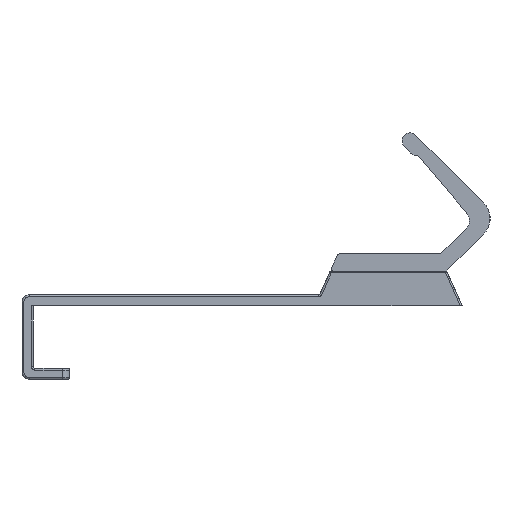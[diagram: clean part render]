
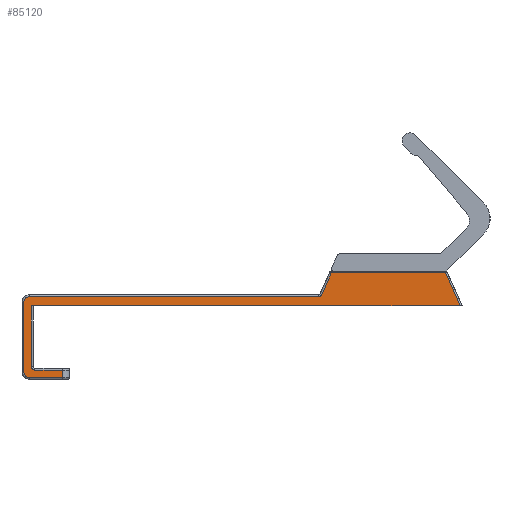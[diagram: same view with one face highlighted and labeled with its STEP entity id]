
A CAD part, left-side view. The second image highlights one B-rep face of the part: STEP entity #85120.
In plain terms, the highlighted planar face has unit normal (-1, 0, 0).
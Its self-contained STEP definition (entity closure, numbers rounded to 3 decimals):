
#56290=CARTESIAN_POINT('',(-125.,-35.766,-8.5));
#56300=VERTEX_POINT('',#56290);
#56330=CARTESIAN_POINT('',(-125.,-38.396,-2.593));
#56340=DIRECTION('',(0.,-0.407,0.914));
#56350=VECTOR('',#56340,1.);
#56360=LINE('',#56330,#56350);
#56370=CARTESIAN_POINT('',(-125.,-38.396,-2.593));
#56380=VERTEX_POINT('',#56370);
#56390=EDGE_CURVE('',#56300,#56380,#56360,.T.);
#62480=CARTESIAN_POINT('',(-125.,-20.223,-8.5));
#62490=DIRECTION('',(0.,-1.,0.));
#62500=VECTOR('',#62490,1.);
#62510=LINE('',#62480,#62500);
#62520=CARTESIAN_POINT('',(-125.,-4.679,-8.5));
#62530=VERTEX_POINT('',#62520);
#62540=EDGE_CURVE('',#62530,#56300,#62510,.T.);
#63110=CARTESIAN_POINT('',(-125.,-0.672,0.5));
#63120=VERTEX_POINT('',#63110);
#63150=CARTESIAN_POINT('',(-125.,-0.004,2.))
;
#63160=DIRECTION('',(0.,0.407,0.914));
#63170=VECTOR('',#63160,1.);
#63180=LINE('',#63150,#63170);
#63190=EDGE_CURVE('',#62530,#63120,#63180,.T.);
#65100=CARTESIAN_POINT('',(-125.,-117.625,0.5));
#65110=VERTEX_POINT('',#65100);
#65140=CARTESIAN_POINT('',(-125.,0.,0.5
));
#65150=DIRECTION('',(0.,-1.,0.));
#65160=VECTOR('',#65150,1.);
#65170=LINE('',#65140,#65160);
#65180=EDGE_CURVE('',#63120,#65110,#65170,.T.);
#75790=CARTESIAN_POINT('',(-125.,-39.309,-3.));
#75800=DIRECTION('',(1.,0.,0.));
#75810=DIRECTION('',(0.,0.,1.));
#75820=AXIS2_PLACEMENT_3D('',#75790,#75800,#75810);
#75830=CIRCLE('',#75820,1.);
#75840=CARTESIAN_POINT('',(-125.,-39.309,-2.));
#75850=VERTEX_POINT('',#75840);
#75860=EDGE_CURVE('',#56380,#75850,#75830,.T.);
#80120=CARTESIAN_POINT('',(-125.,0.,20.));
#80130=DIRECTION('',(0.,-1.,0.));
#80140=VECTOR('',#80130,1.);
#80150=LINE('',#80120,#80140);
#80160=CARTESIAN_POINT('',(-125.,-109.125,20.));
#80170=VERTEX_POINT('',#80160);
#80180=CARTESIAN_POINT('',(-125.,-118.125,20.));
#80190=VERTEX_POINT('',#80180);
#80200=EDGE_CURVE('',#80170,#80190,#80150,.T.);
#80690=CARTESIAN_POINT('',(-125.,-119.625,-0.5));
#80700=VERTEX_POINT('',#80690);
#80730=CARTESIAN_POINT('',(-125.,-119.625,2.));
#80740=DIRECTION('',(0.,0.,-1.));
#80750=VECTOR('',#80740,1.);
#80760=LINE('',#80730,#80750);
#80770=CARTESIAN_POINT('',(-125.,-119.625,18.5));
#80780=VERTEX_POINT('',#80770);
#80790=EDGE_CURVE('',#80780,#80700,#80760,.T.);
#81350=CARTESIAN_POINT('',(-125.,-109.125,18.));
#81360=VERTEX_POINT('',#81350);
#81480=CARTESIAN_POINT('',(-125.,-109.125,2.));
#81490=DIRECTION('',(0.,0.,-1.));
#81500=VECTOR('',#81490,1.);
#81510=LINE('',#81480,#81500);
#81520=EDGE_CURVE('',#80170,#81360,#81510,.T.);
#83050=CARTESIAN_POINT('',(-125.,-118.125,18.5));
#83060=DIRECTION('',(1.,0.,0.));
#83070=DIRECTION('',(0.,0.,1.));
#83080=AXIS2_PLACEMENT_3D('',#83050,#83060,#83070);
#83090=CIRCLE('',#83080,1.5);
#83100=EDGE_CURVE('',#80190,#80780,#83090,.T.);
#83810=CARTESIAN_POINT('',(-125.,-118.125,-2.));
#83820=DIRECTION('',(0.,-1.,0.));
#83830=VECTOR('',#83820,1.);
#83840=LINE('',#83810,#83830);
#83850=CARTESIAN_POINT('',(-125.,-118.125,-2.));
#83860=VERTEX_POINT('',#83850);
#83870=EDGE_CURVE('',#75850,#83860,#83840,.T.);
#84300=CARTESIAN_POINT('',(-125.,-118.125,-0.5));
#84310=DIRECTION('',(-1.,0.,0.));
#84320=DIRECTION('',(0.,0.,-1.));
#84330=AXIS2_PLACEMENT_3D('',#84300,#84310,#84320);
#84340=CIRCLE('',#84330,1.5);
#84350=EDGE_CURVE('',#83860,#80700,#84340,.T.);
#84580=CARTESIAN_POINT('',(-125.,-116.625,18.));
#84590=VERTEX_POINT('',#84580);
#84620=CARTESIAN_POINT('',(-125.,-116.625,17.));
#84630=DIRECTION('',(1.,0.,0.));
#84640=DIRECTION('',(0.,0.,1.));
#84650=AXIS2_PLACEMENT_3D('',#84620,#84630,#84640);
#84660=CIRCLE('',#84650,1.);
#84670=CARTESIAN_POINT('',(-125.,-117.625,17.));
#84680=VERTEX_POINT('',#84670);
#84690=EDGE_CURVE('',#84590,#84680,#84660,.T.);
#84810=CARTESIAN_POINT('',(-125.,-19.953,2.));
#84820=DIRECTION('',(-1.,-0.,0.));
#84830=DIRECTION('',(0.,0.,-1.));
#84840=AXIS2_PLACEMENT_3D('',#84810,#84820,#84830);
#84850=PLANE('',#84840);
#84860=ORIENTED_EDGE('',*,*,#65180,.F.);
#84870=CARTESIAN_POINT('',(-125.,-117.625,2.));
#84880=DIRECTION('',(0.,0.,1.));
#84890=VECTOR('',#84880,1.);
#84900=LINE('',#84870,#84890);
#84910=EDGE_CURVE('',#65110,#84680,#84900,.T.);
#84920=ORIENTED_EDGE('',*,*,#84910,.F.);
#84930=ORIENTED_EDGE('',*,*,#84690,.T.);
#84940=CARTESIAN_POINT('',(-125.,0.,18.));
#84950=DIRECTION('',(0.,1.,0.));
#84960=VECTOR('',#84950,1.);
#84970=LINE('',#84940,#84960);
#84980=EDGE_CURVE('',#84590,#81360,#84970,.T.);
#84990=ORIENTED_EDGE('',*,*,#84980,.F.);
#85000=ORIENTED_EDGE('',*,*,#81520,.T.);
#85010=ORIENTED_EDGE('',*,*,#80200,.F.);
#85020=ORIENTED_EDGE('',*,*,#83100,.F.);
#85030=ORIENTED_EDGE('',*,*,#80790,.F.);
#85040=ORIENTED_EDGE('',*,*,#84350,.T.);
#85050=ORIENTED_EDGE('',*,*,#83870,.T.);
#85060=ORIENTED_EDGE('',*,*,#75860,.T.);
#85070=ORIENTED_EDGE('',*,*,#56390,.T.);
#85080=ORIENTED_EDGE('',*,*,#62540,.T.);
#85090=ORIENTED_EDGE('',*,*,#63190,.F.);
#85100=EDGE_LOOP('',(#85090,#85080,#85070,#85060,#85050,#85040,#85030,
#85020,#85010,#85000,#84990,#84930,#84920,#84860));
#85110=FACE_OUTER_BOUND('',#85100,.T.);
#85120=ADVANCED_FACE('',(#85110),#84850,.T.);
